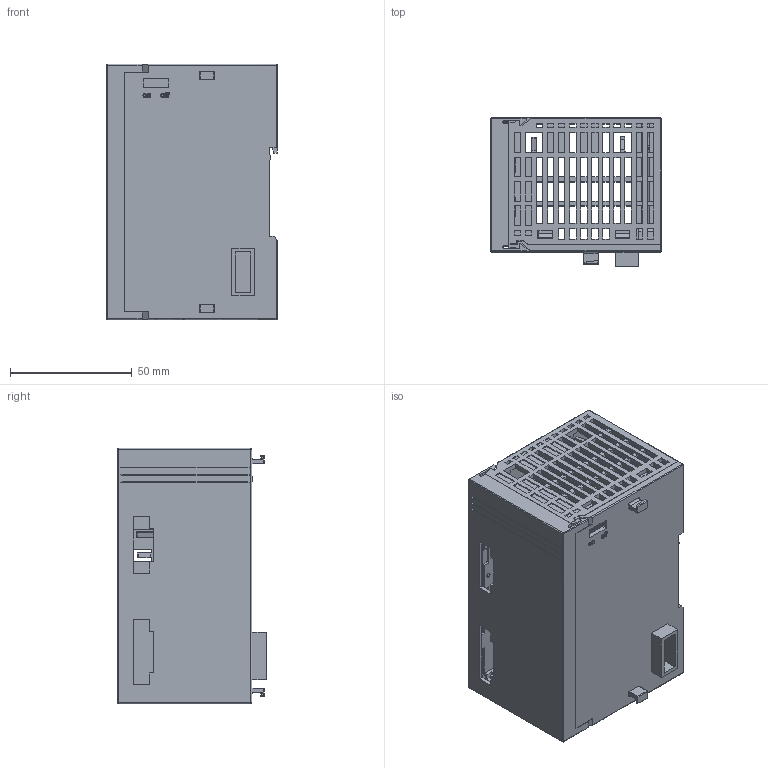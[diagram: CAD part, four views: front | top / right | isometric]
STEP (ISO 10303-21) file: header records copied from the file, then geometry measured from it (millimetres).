
FILE_DESCRIPTION(/* description */ (''),/* implementation_level */ '2;1');
FILE_NAME(/* name */ 'XL-P50~1',/* time_stamp */ '2020-08-21T12:38:11+08:00',/* author */ (''),/* organization */ (''),/* preprocessor_version */ 'ST-DEVELOPER v15',/* originating_system */ '',/* authorisation */ '');
FILE_SCHEMA (('AUTOMOTIVE_DESIGN'));
Length unit declared in the file: millimetre
Products named in the file (1): Document
Bounding box: 70 x 60.8 x 105 mm (x, y, z)
Volume: 56085.7 mm3; surface area: 71032.7 mm2
Topology: 3 solids, 3 shells, 1457 faces, 4248 edges, 2786 vertices
Faces by surface type: plane 1186, bspline 271
Entity records: 46930 total; most frequent: CARTESIAN_POINT 19108, ORIENTED_EDGE 8482, EDGE_CURVE 4241, B_SPLINE_CURVE_WITH_KNOTS 3859, VERTEX_POINT 2786, EDGE_LOOP 1673, ADVANCED_FACE 1457, FACE_OUTER_BOUND 1457
